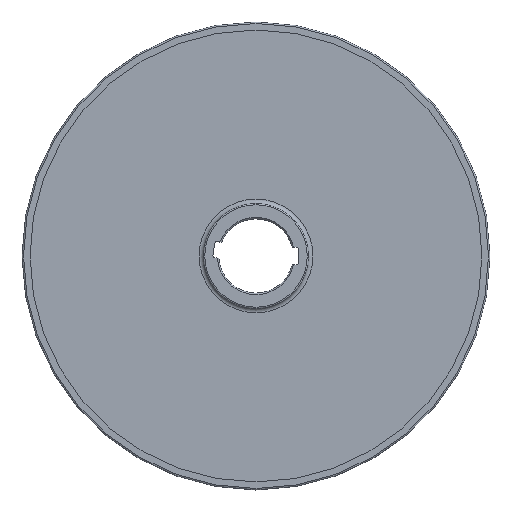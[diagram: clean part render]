
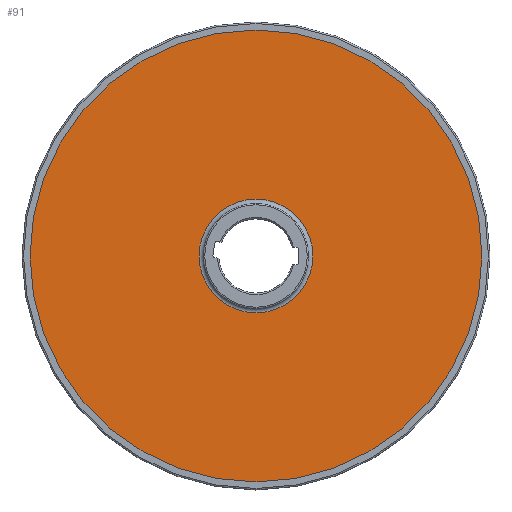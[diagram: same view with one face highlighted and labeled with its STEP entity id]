
A CAD part, top view. The second image highlights one B-rep face of the part: STEP entity #91.
In plain terms, the highlighted planar face has unit normal (0, 0, 1).
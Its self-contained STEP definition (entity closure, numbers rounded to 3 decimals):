
#91=ADVANCED_FACE('',(#193,#194),#130,.T.);
#130=PLANE('',#643);
#193=FACE_BOUND('',#239,.T.);
#194=FACE_BOUND('',#240,.T.);
#239=EDGE_LOOP('',(#323));
#240=EDGE_LOOP('',(#324));
#323=ORIENTED_EDGE('',*,*,#517,.T.);
#324=ORIENTED_EDGE('',*,*,#518,.F.);
#463=VERTEX_POINT('',#947);
#464=VERTEX_POINT('',#949);
#517=EDGE_CURVE('',#463,#463,#575,.T.);
#518=EDGE_CURVE('',#464,#464,#576,.T.);
#575=CIRCLE('',#641,152.612);
#576=CIRCLE('',#642,38.285);
#641=AXIS2_PLACEMENT_3D('',#946,#754,#755);
#642=AXIS2_PLACEMENT_3D('',#948,#756,#757);
#643=AXIS2_PLACEMENT_3D('',#950,#758,#759);
#754=DIRECTION('',(0.,0.,1.));
#755=DIRECTION('',(1.,0.,0.));
#756=DIRECTION('',(0.,0.,1.));
#757=DIRECTION('',(1.,0.,0.));
#758=DIRECTION('',(0.,0.,1.));
#759=DIRECTION('',(-1.,0.,0.));
#946=CARTESIAN_POINT('',(0.,0.,-3.25));
#947=CARTESIAN_POINT('',(152.612,0.,-3.25));
#948=CARTESIAN_POINT('',(0.,0.,-3.25));
#949=CARTESIAN_POINT('',(38.285,0.,-3.25));
#950=CARTESIAN_POINT('',(0.,38.285,-3.25));
